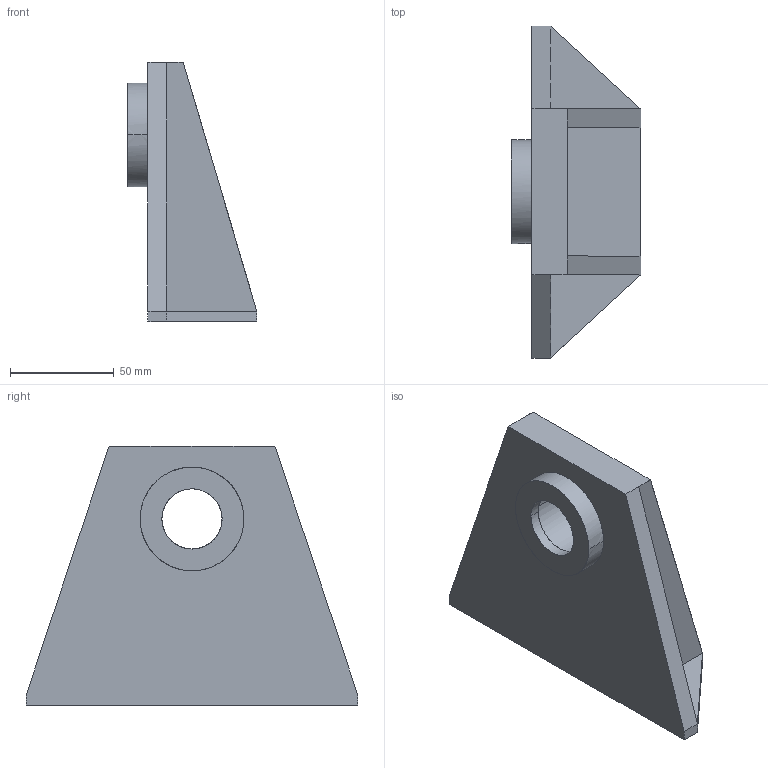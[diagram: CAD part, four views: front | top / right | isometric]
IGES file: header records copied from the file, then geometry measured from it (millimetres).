
Global section: file name: Bracket.igs; native system: AutoCAD-15.05 (Microsoft Windows NT Version 4.0 (x86)); preprocessor: Autodesk IGES Translator R2000i (Jun 22 2000) from Autodesk, Inc.; date: 20010623.182704; units: millimetre
Bounding box: 62.5 x 160 x 125 mm (x, y, z)
Surface area: 58576.1 mm2 (no closed solid volume)
Topology: 0 solids, 0 shells, 30 faces, 596 edges, 596 vertices
Faces by surface type: bspline 30
